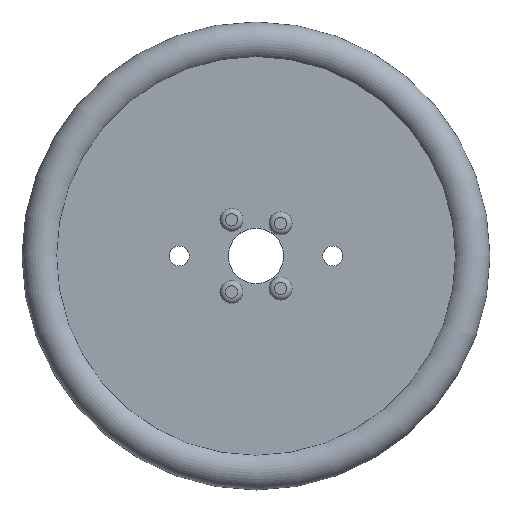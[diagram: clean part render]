
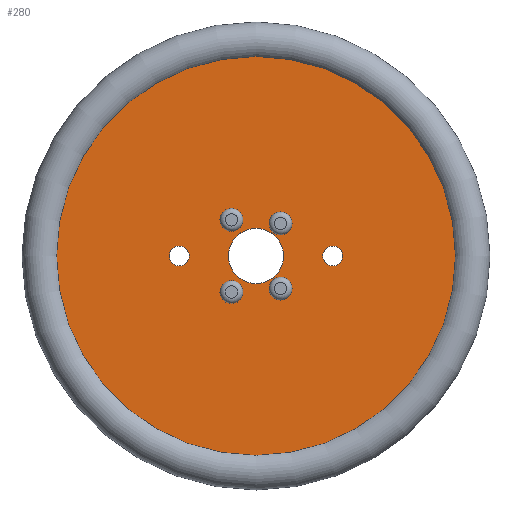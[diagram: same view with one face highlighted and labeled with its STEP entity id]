
A CAD part, top view. The second image highlights one B-rep face of the part: STEP entity #280.
In plain terms, the highlighted planar face has unit normal (0, 0, 1).
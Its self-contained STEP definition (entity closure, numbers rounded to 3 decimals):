
#15=FACE_BOUND('',#71,.T.);
#16=FACE_BOUND('',#72,.T.);
#17=FACE_BOUND('',#73,.T.);
#18=FACE_BOUND('',#74,.T.);
#19=FACE_BOUND('',#75,.T.);
#20=FACE_BOUND('',#76,.T.);
#21=FACE_BOUND('',#77,.T.);
#29=PLANE('',#341);
#52=FACE_OUTER_BOUND('',#70,.T.);
#70=EDGE_LOOP('',(#245));
#71=EDGE_LOOP('',(#246));
#72=EDGE_LOOP('',(#247));
#73=EDGE_LOOP('',(#248));
#74=EDGE_LOOP('',(#249));
#75=EDGE_LOOP('',(#250));
#76=EDGE_LOOP('',(#251));
#77=EDGE_LOOP('',(#252));
#96=CIRCLE('',#297,1.3);
#98=CIRCLE('',#300,1.3);
#100=CIRCLE('',#303,26.);
#107=CIRCLE('',#312,1.5);
#112=CIRCLE('',#320,1.5);
#117=CIRCLE('',#328,1.5);
#122=CIRCLE('',#336,1.5);
#123=CIRCLE('',#339,3.6);
#125=VERTEX_POINT('',#448);
#127=VERTEX_POINT('',#454);
#129=VERTEX_POINT('',#460);
#134=VERTEX_POINT('',#474);
#138=VERTEX_POINT('',#487);
#142=VERTEX_POINT('',#500);
#146=VERTEX_POINT('',#513);
#147=VERTEX_POINT('',#518);
#149=EDGE_CURVE('',#125,#125,#96,.T.);
#152=EDGE_CURVE('',#127,#127,#98,.T.);
#155=EDGE_CURVE('',#129,#129,#100,.T.);
#163=EDGE_CURVE('',#134,#134,#107,.T.);
#169=EDGE_CURVE('',#138,#138,#112,.T.);
#175=EDGE_CURVE('',#142,#142,#117,.T.);
#181=EDGE_CURVE('',#146,#146,#122,.T.);
#182=EDGE_CURVE('',#147,#147,#123,.T.);
#245=ORIENTED_EDGE('',*,*,#155,.T.);
#246=ORIENTED_EDGE('',*,*,#149,.T.);
#247=ORIENTED_EDGE('',*,*,#152,.T.);
#248=ORIENTED_EDGE('',*,*,#163,.T.);
#249=ORIENTED_EDGE('',*,*,#181,.T.);
#250=ORIENTED_EDGE('',*,*,#169,.T.);
#251=ORIENTED_EDGE('',*,*,#175,.T.);
#252=ORIENTED_EDGE('',*,*,#182,.T.);
#280=ADVANCED_FACE('',(#52,#15,#16,#17,#18,#19,#20,#21),#29,.T.);
#297=AXIS2_PLACEMENT_3D('',#449,#347,#348);
#300=AXIS2_PLACEMENT_3D('',#455,#354,#355);
#303=AXIS2_PLACEMENT_3D('',#461,#361,#362);
#312=AXIS2_PLACEMENT_3D('',#476,#380,#381);
#320=AXIS2_PLACEMENT_3D('',#489,#397,#398);
#328=AXIS2_PLACEMENT_3D('',#502,#414,#415);
#336=AXIS2_PLACEMENT_3D('',#515,#431,#432);
#339=AXIS2_PLACEMENT_3D('',#519,#437,#438);
#341=AXIS2_PLACEMENT_3D('',#523,#442,#443);
#347=DIRECTION('center_axis',(0.,0.,-1.));
#348=DIRECTION('ref_axis',(1.,0.,0.));
#354=DIRECTION('center_axis',(0.,0.,-1.));
#355=DIRECTION('ref_axis',(1.,0.,0.));
#361=DIRECTION('center_axis',(0.,0.,1.));
#362=DIRECTION('ref_axis',(1.,0.,0.));
#380=DIRECTION('center_axis',(0.,0.,-1.));
#381=DIRECTION('ref_axis',(-1.,0.,0.));
#397=DIRECTION('center_axis',(0.,0.,-1.));
#398=DIRECTION('ref_axis',(-1.,0.,0.));
#414=DIRECTION('center_axis',(0.,0.,-1.));
#415=DIRECTION('ref_axis',(-1.,0.,0.));
#431=DIRECTION('center_axis',(0.,0.,-1.));
#432=DIRECTION('ref_axis',(-1.,0.,0.));
#437=DIRECTION('center_axis',(0.,0.,-1.));
#438=DIRECTION('ref_axis',(1.,0.,0.));
#442=DIRECTION('center_axis',(0.,0.,1.));
#443=DIRECTION('ref_axis',(1.,0.,0.));
#448=CARTESIAN_POINT('',(-11.3,0.,3.));
#449=CARTESIAN_POINT('Origin',(-10.,0.,3.));
#454=CARTESIAN_POINT('',(8.7,0.,3.));
#455=CARTESIAN_POINT('Origin',(10.,0.,3.));
#460=CARTESIAN_POINT('',(-26.,0.,3.));
#461=CARTESIAN_POINT('Origin',(0.,0.,3.));
#474=CARTESIAN_POINT('',(4.7,-4.25,3.));
#476=CARTESIAN_POINT('Origin',(3.2,-4.25,3.));
#487=CARTESIAN_POINT('',(-1.7,-4.7,3.));
#489=CARTESIAN_POINT('Origin',(-3.2,-4.7,3.));
#500=CARTESIAN_POINT('',(4.7,4.25,3.));
#502=CARTESIAN_POINT('Origin',(3.2,4.25,3.));
#513=CARTESIAN_POINT('',(-1.7,4.7,3.));
#515=CARTESIAN_POINT('Origin',(-3.2,4.7,3.));
#518=CARTESIAN_POINT('',(-3.6,0.,3.));
#519=CARTESIAN_POINT('Origin',(0.,0.,3.));
#523=CARTESIAN_POINT('Origin',(0.,0.,3.));
